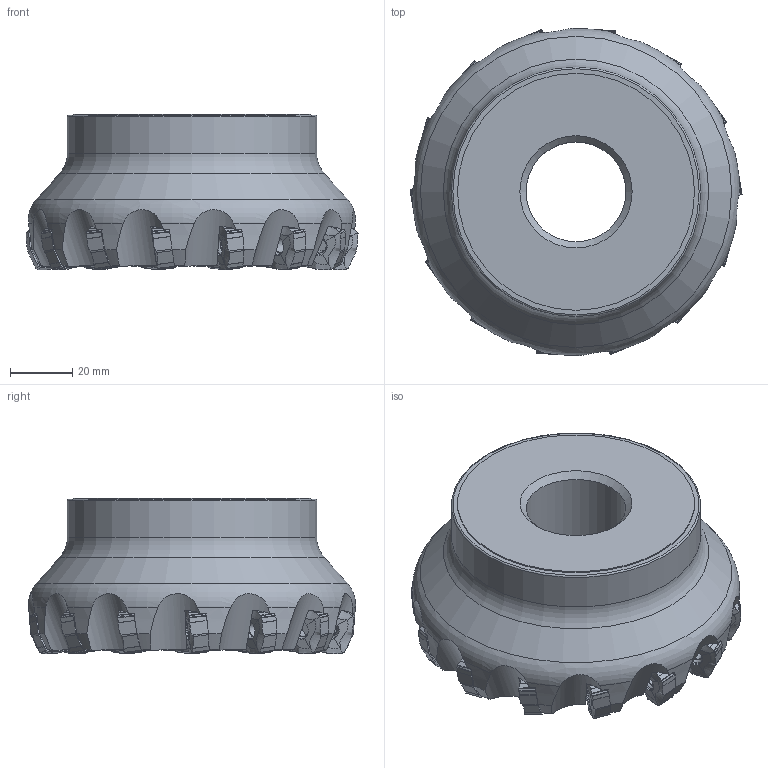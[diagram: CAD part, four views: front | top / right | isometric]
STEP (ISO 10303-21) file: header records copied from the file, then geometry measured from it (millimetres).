
FILE_DESCRIPTION(/* description */ (''),/* implementation_level */ '2;1');
FILE_NAME(/* name */ '1552639004077.stp',/* time_stamp */ '2019-03-15T14:06:59+06:00',/* author */ (''),/* organization */ ('SMS'),/* preprocessor_version */ 'ST-DEVELOPER v15',/* originating_system */ 'SIEMENS PLM Software NX 8.5',/* authorisation */ '');
FILE_SCHEMA (('AUTOMOTIVE_DESIGN { 1 0 10303 214 3 1 1 1 }'));
Length unit declared in the file: millimetre
Products named in the file (4): ASSEMBLY_CONSTRUCTION; 202046978mod000_00; 202069123mod000_00; 202172918mod000_00
Assembly tree (16 placements, depth 2):
  202172918mod000_00
    202069123mod000_00
    202046978mod000_00  x14
    ASSEMBLY_CONSTRUCTION
Bounding box: 106.5 x 104.95 x 49.99 mm (x, y, z)
Volume: 248913 mm3; surface area: 45197.7 mm2
Topology: 15 solids, 15 shells, 1002 faces, 3096 edges, 2175 vertices
Faces by surface type: plane 467, cylinder 340, cone 91, bspline 56, torus 48
Full cylindrical faces by diameter (mm): 4.6 x14, 32.013 x1, 45 x1, 76 x1, 80 x1
Entity records: 13389 total; most frequent: CARTESIAN_POINT 6044, ORIENTED_EDGE 1552, DIRECTION 1386, EDGE_CURVE 776, AXIS2_PLACEMENT_3D 556, VERTEX_POINT 532, EDGE_LOOP 304, ADVANCED_FACE 274
